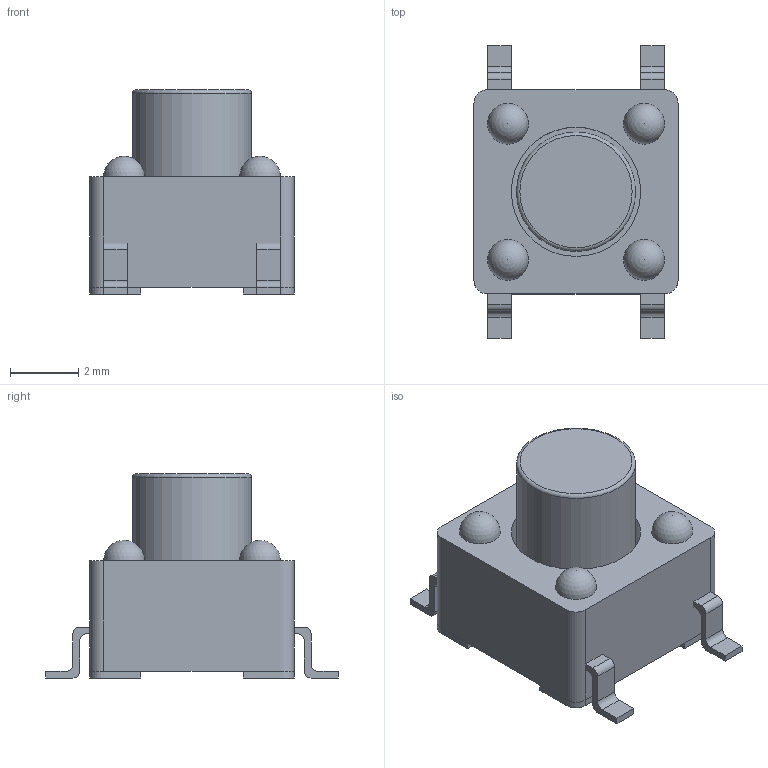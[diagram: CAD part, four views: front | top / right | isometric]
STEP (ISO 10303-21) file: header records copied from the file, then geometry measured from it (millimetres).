
FILE_DESCRIPTION(('FreeCAD Model'),'2;1');
FILE_NAME('Open CASCADE Shape Model','2024-08-05T07:39:46',(''),(''), 'Open CASCADE STEP processor 7.6','FreeCAD','Unknown');
FILE_SCHEMA(('AUTOMOTIVE_DESIGN { 1 0 10303 214 1 1 1 1 }'));
Length unit declared in the file: millimetre
Products named in the file (1): Body
Bounding box: 6 x 8.6 x 6 mm (x, y, z)
Volume: 142.7 mm3; surface area: 247.9 mm2
Topology: 1 solids, 1 shells, 95 faces, 252 edges, 161 vertices
Faces by surface type: plane 64, cylinder 26, sphere 4, torus 1
Full cylindrical faces by diameter (mm): 3.5 x1, 3.8 x1
Entity records: 6320 total; most frequent: CARTESIAN_POINT 1143, DIRECTION 967, LINE 634, VECTOR 634, ORIENTED_EDGE 496, PCURVE 496, DEFINITIONAL_REPRESENTATION 496, EDGE_CURVE 248
